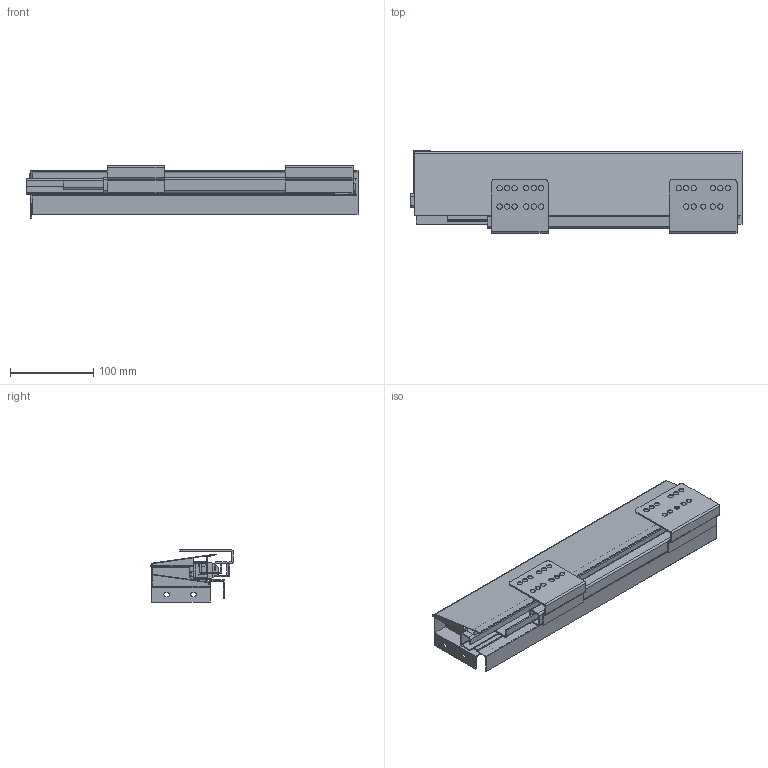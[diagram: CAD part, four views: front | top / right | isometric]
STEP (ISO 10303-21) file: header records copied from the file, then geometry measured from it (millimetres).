
FILE_DESCRIPTION (( 'STEP AP214' ), '1' );
FILE_NAME ('F000439,F000445-CLOSED_LEFT_3D.step', '2022-10-10T14:44:09', ( '' ), ( '' ), 'SwSTEP 2.0', 'SolidWorks 2020', '' );
FILE_SCHEMA (( 'AUTOMOTIVE_DESIGN' ));
Length unit declared in the file: millimetre
Products named in the file (8): NX40-350,400,450-VNEJSI LEVY; NX40-400-STREDNI; NX40-400-CLOSED_LEFT_3D; Riex NX40 Bocnice-400-H86-LEVA; F000439,F000445-CLOSED_LEFT_3D; NX40-BOCNICE-SESTAVA-H86-400-LEVA; NX40-400-VNITRNI LEVY; NX40-drzak zad-H86-LEVY
Assembly tree (7 placements, depth 3):
  F000439,F000445-CLOSED_LEFT_3D
    NX40-400-CLOSED_LEFT_3D
      NX40-350,400,450-VNEJSI LEVY
      NX40-400-STREDNI
      NX40-400-VNITRNI LEVY
    NX40-BOCNICE-SESTAVA-H86-400-LEVA
      Riex NX40 Bocnice-400-H86-LEVA
      NX40-drzak zad-H86-LEVY
Bounding box: 398.5 x 99.05 x 62.5 mm (x, y, z)
Volume: 197223.9 mm3; surface area: 374026.6 mm2
Topology: 13 solids, 13 shells, 319 faces, 831 edges, 538 vertices
Faces by surface type: plane 170, cylinder 105, cone 44
Entity records: 10231 total; most frequent: DIRECTION 1749, CARTESIAN_POINT 1700, ORIENTED_EDGE 1662, EDGE_CURVE 831, AXIS2_PLACEMENT_3D 587, VECTOR 575, LINE 575, VERTEX_POINT 538
